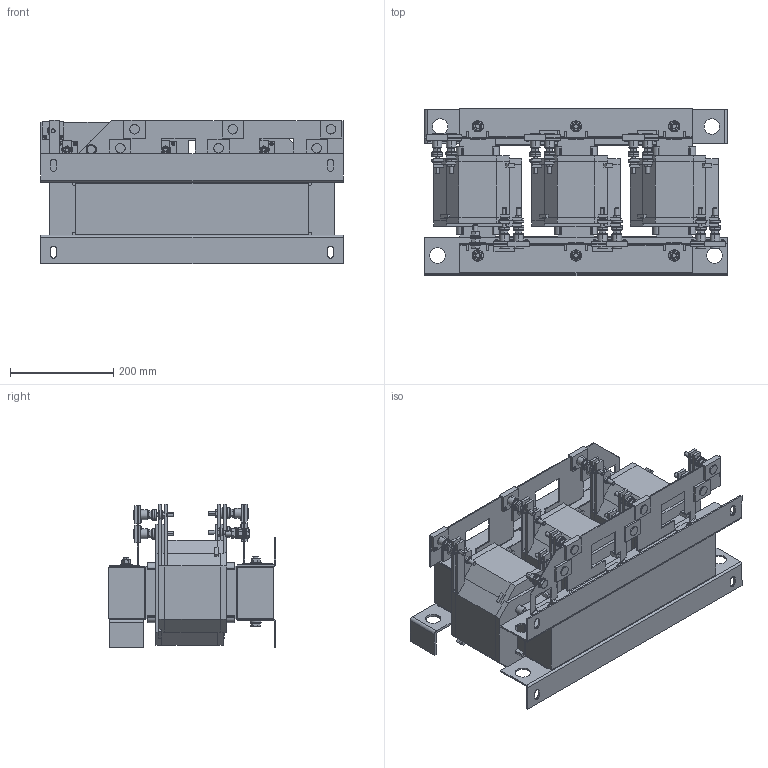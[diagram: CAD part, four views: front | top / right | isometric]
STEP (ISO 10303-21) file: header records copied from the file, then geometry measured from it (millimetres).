
FILE_DESCRIPTION (( 'STEP AP214' ), '1' );
FILE_NAME ('197711.STEP', '2020-05-29T00:37:32', ( '' ), ( '' ), 'SwSTEP 2.0', 'SolidWorks 2018', '' );
FILE_SCHEMA (( 'AUTOMOTIVE_DESIGN' ));
Products named in the file (1): 197711
Bounding box: 586 x 324.05 x 277.8 mm (x, y, z)
Volume: 20893383.1 mm3; surface area: 1405361.8 mm2
Topology: 1 solids, 1 shells, 2411 faces, 5947 edges, 3681 vertices
Faces by surface type: plane 1365, cylinder 429, cone 319, bspline 258, torus 40
Entity records: 79793 total; most frequent: CARTESIAN_POINT 24429, ORIENTED_EDGE 11894, DIRECTION 10833, EDGE_CURVE 5947, AXIS2_PLACEMENT_3D 3701, VERTEX_POINT 3681, VECTOR 3431, LINE 3431
